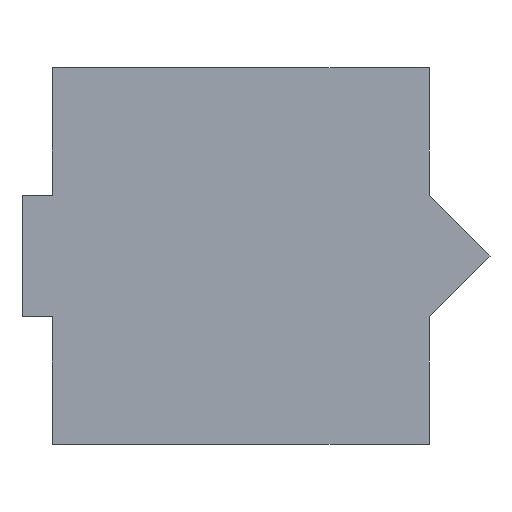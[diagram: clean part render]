
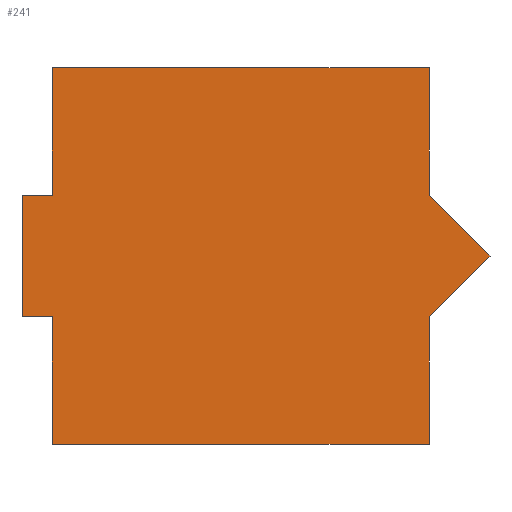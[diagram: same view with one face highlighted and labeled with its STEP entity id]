
A CAD part, front view. The second image highlights one B-rep face of the part: STEP entity #241.
In plain terms, the highlighted planar face has unit normal (0, -1, 0).
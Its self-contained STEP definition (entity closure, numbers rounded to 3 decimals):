
#15=FACE_OUTER_BOUND('',#28,.T.);
#28=EDGE_LOOP('',(#162,#163,#164,#165,#166,#167,#168,#169,#170,#171,#172));
#41=LINE('',#346,#74);
#42=LINE('',#348,#75);
#43=LINE('',#350,#76);
#44=LINE('',#352,#77);
#45=LINE('',#354,#78);
#46=LINE('',#356,#79);
#47=LINE('',#358,#80);
#48=LINE('',#360,#81);
#49=LINE('',#362,#82);
#50=LINE('',#364,#83);
#51=LINE('',#365,#84);
#74=VECTOR('',#285,10.);
#75=VECTOR('',#286,10.);
#76=VECTOR('',#287,10.);
#77=VECTOR('',#288,10.);
#78=VECTOR('',#289,10.);
#79=VECTOR('',#290,10.);
#80=VECTOR('',#291,10.);
#81=VECTOR('',#292,10.);
#82=VECTOR('',#293,10.);
#83=VECTOR('',#294,10.);
#84=VECTOR('',#295,10.);
#107=VERTEX_POINT('',#344);
#108=VERTEX_POINT('',#345);
#109=VERTEX_POINT('',#347);
#110=VERTEX_POINT('',#349);
#111=VERTEX_POINT('',#351);
#112=VERTEX_POINT('',#353);
#113=VERTEX_POINT('',#355);
#114=VERTEX_POINT('',#357);
#115=VERTEX_POINT('',#359);
#116=VERTEX_POINT('',#361);
#117=VERTEX_POINT('',#363);
#129=EDGE_CURVE('',#107,#108,#41,.T.);
#130=EDGE_CURVE('',#108,#109,#42,.T.);
#131=EDGE_CURVE('',#109,#110,#43,.T.);
#132=EDGE_CURVE('',#110,#111,#44,.T.);
#133=EDGE_CURVE('',#111,#112,#45,.T.);
#134=EDGE_CURVE('',#112,#113,#46,.T.);
#135=EDGE_CURVE('',#113,#114,#47,.T.);
#136=EDGE_CURVE('',#114,#115,#48,.T.);
#137=EDGE_CURVE('',#115,#116,#49,.T.);
#138=EDGE_CURVE('',#116,#117,#50,.T.);
#139=EDGE_CURVE('',#117,#107,#51,.T.);
#162=ORIENTED_EDGE('',*,*,#129,.T.);
#163=ORIENTED_EDGE('',*,*,#130,.T.);
#164=ORIENTED_EDGE('',*,*,#131,.T.);
#165=ORIENTED_EDGE('',*,*,#132,.T.);
#166=ORIENTED_EDGE('',*,*,#133,.T.);
#167=ORIENTED_EDGE('',*,*,#134,.T.);
#168=ORIENTED_EDGE('',*,*,#135,.T.);
#169=ORIENTED_EDGE('',*,*,#136,.T.);
#170=ORIENTED_EDGE('',*,*,#137,.T.);
#171=ORIENTED_EDGE('',*,*,#138,.T.);
#172=ORIENTED_EDGE('',*,*,#139,.T.);
#228=PLANE('',#268);
#241=ADVANCED_FACE('',(#15),#228,.T.);
#268=AXIS2_PLACEMENT_3D('',#343,#283,#284);
#283=DIRECTION('center_axis',(0.,-1.,0.));
#284=DIRECTION('ref_axis',(0.,0.,-1.));
#285=DIRECTION('',(0.,0.,1.));
#286=DIRECTION('',(0.707,0.,0.707));
#287=DIRECTION('',(-0.707,0.,0.707));
#288=DIRECTION('',(0.,0.,1.));
#289=DIRECTION('',(-1.,0.,0.));
#290=DIRECTION('',(0.,0.,-1.));
#291=DIRECTION('',(-1.,0.,0.));
#292=DIRECTION('',(0.,0.,-1.));
#293=DIRECTION('',(1.,0.,0.));
#294=DIRECTION('',(0.,0.,-1.));
#295=DIRECTION('',(1.,0.,0.));
#343=CARTESIAN_POINT('Origin',(0.125,-1.5,0.));
#344=CARTESIAN_POINT('',(1.55,-1.5,-1.55));
#345=CARTESIAN_POINT('',(1.55,-1.5,-0.5));
#346=CARTESIAN_POINT('',(1.55,-1.5,1.55));
#347=CARTESIAN_POINT('',(2.05,-1.5,0.));
#348=CARTESIAN_POINT('',(1.55,-1.5,-0.5));
#349=CARTESIAN_POINT('',(1.55,-1.5,0.5));
#350=CARTESIAN_POINT('',(1.55,-1.5,0.5));
#351=CARTESIAN_POINT('',(1.55,-1.5,1.55));
#352=CARTESIAN_POINT('',(1.55,-1.5,1.55));
#353=CARTESIAN_POINT('',(-1.55,-1.5,1.55));
#354=CARTESIAN_POINT('',(-1.55,-1.5,1.55));
#355=CARTESIAN_POINT('',(-1.55,-1.5,0.5));
#356=CARTESIAN_POINT('',(-1.55,-1.5,-1.55));
#357=CARTESIAN_POINT('',(-1.8,-1.5,0.5));
#358=CARTESIAN_POINT('',(-1.8,-1.5,0.5));
#359=CARTESIAN_POINT('',(-1.8,-1.5,-0.5));
#360=CARTESIAN_POINT('',(-1.8,-1.5,-0.5));
#361=CARTESIAN_POINT('',(-1.55,-1.5,-0.5));
#362=CARTESIAN_POINT('',(-1.3,-1.5,-0.5));
#363=CARTESIAN_POINT('',(-1.55,-1.5,-1.55));
#364=CARTESIAN_POINT('',(-1.55,-1.5,-1.55));
#365=CARTESIAN_POINT('',(1.55,-1.5,-1.55));
